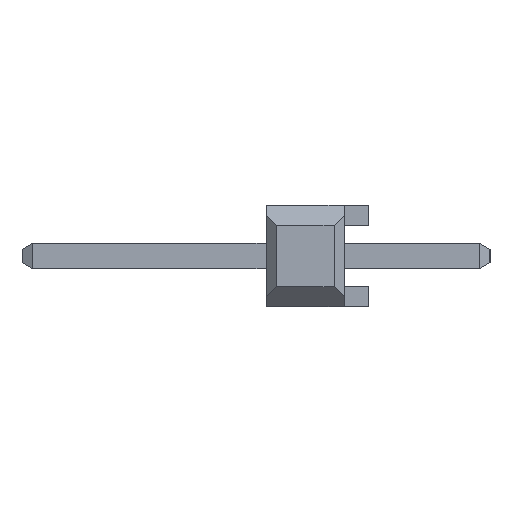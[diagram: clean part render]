
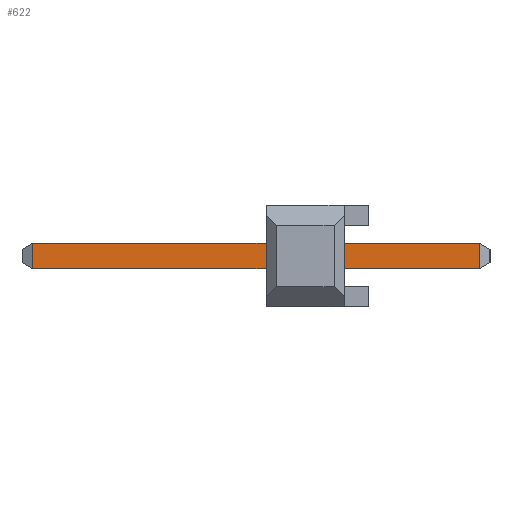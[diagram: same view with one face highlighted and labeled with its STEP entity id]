
A CAD part, left-side view. The second image highlights one B-rep face of the part: STEP entity #622.
In plain terms, the highlighted planar face has unit normal (-1, 0, 0).
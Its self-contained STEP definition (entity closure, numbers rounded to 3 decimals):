
#622=ADVANCED_FACE('',(#1676),#1677,.T.);
#1676=FACE_OUTER_BOUND('',#2945,.T.);
#1677=PLANE('',#2946);
#2945=EDGE_LOOP('',(#6664,#6665,#6666,#6667));
#2946=AXIS2_PLACEMENT_3D('',#6668,#6669,#6670);
#6664=ORIENTED_EDGE('',*,*,#9230,.T.);
#6665=ORIENTED_EDGE('',*,*,#9239,.T.);
#6666=ORIENTED_EDGE('',*,*,#9240,.F.);
#6667=ORIENTED_EDGE('',*,*,#9233,.F.);
#6668=CARTESIAN_POINT('',(2.223,-5.58,-0.318));
#6669=DIRECTION('',(-1.0,0.0,0.0));
#6670=DIRECTION('',(0.0,0.0,-1.0));
#9230=EDGE_CURVE('',#11372,#11369,#11373,.T.);
#9233=EDGE_CURVE('',#11372,#11376,#11377,.T.);
#9239=EDGE_CURVE('',#11369,#11384,#11386,.T.);
#9240=EDGE_CURVE('',#11376,#11384,#11387,.T.);
#11369=VERTEX_POINT('',#14780);
#11372=VERTEX_POINT('',#14785);
#11373=LINE('',#14786,#14787);
#11376=VERTEX_POINT('',#14792);
#11377=LINE('',#14793,#14794);
#11384=VERTEX_POINT('',#14805);
#11386=LINE('',#14808,#14809);
#11387=LINE('',#14810,#14811);
#14780=CARTESIAN_POINT('',(2.223,-5.316,0.318));
#14785=CARTESIAN_POINT('',(2.223,-5.316,-0.318));
#14786=CARTESIAN_POINT('',(2.223,-5.316,-0.318));
#14787=VECTOR('',#16949,0.635);
#14792=CARTESIAN_POINT('',(2.223,5.836,-0.318));
#14793=CARTESIAN_POINT('',(2.223,-5.316,-0.318));
#14794=VECTOR('',#16952,11.152);
#14805=CARTESIAN_POINT('',(2.223,5.836,0.318));
#14808=CARTESIAN_POINT('',(2.223,-5.316,0.318));
#14809=VECTOR('',#16958,11.152);
#14810=CARTESIAN_POINT('',(2.223,5.836,-0.318));
#14811=VECTOR('',#16959,0.635);
#16949=DIRECTION('',(0.0,0.0,1.0));
#16952=DIRECTION('',(0.0,1.0,0.0));
#16958=DIRECTION('',(0.0,1.0,0.0));
#16959=DIRECTION('',(0.0,0.0,1.0));
